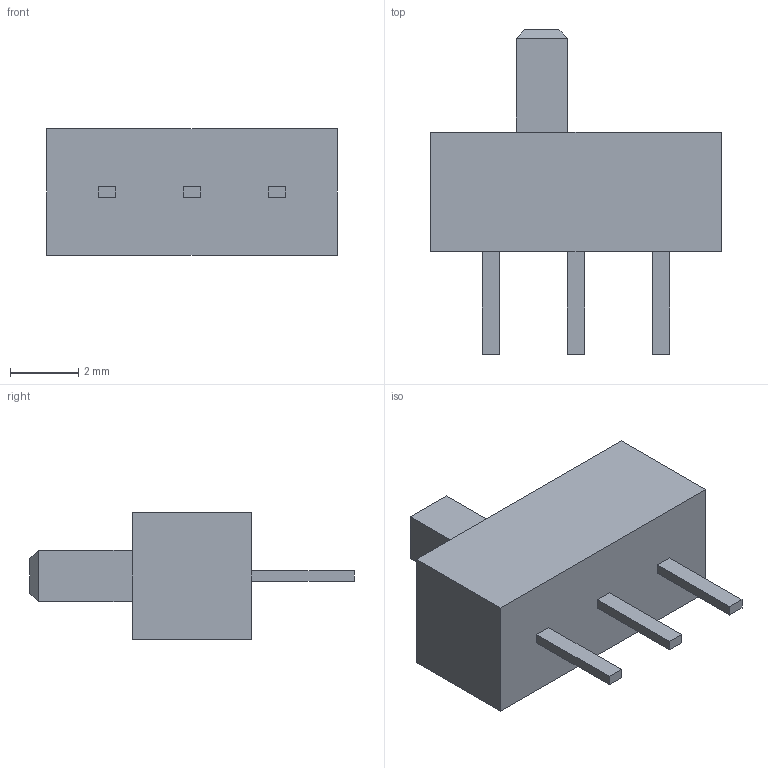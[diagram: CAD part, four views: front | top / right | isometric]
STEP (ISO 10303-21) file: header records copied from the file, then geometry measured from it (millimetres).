
FILE_DESCRIPTION(/* description */ (''),/* implementation_level */ '2;1');
FILE_NAME(/* name */ 'Pololu #1408 Mini Slide Switch.stp',/* time_stamp */ '2013-12-21T00:00:21+10:00',/* author */ ('JustinIndra'),/* organization */ (''),/* preprocessor_version */ 'ST-DEVELOPER v15.2',/* originating_system */ 'Autodesk Inventor 2014',/* authorisation */ '');
FILE_SCHEMA (('AUTOMOTIVE_DESIGN { 1 0 10303 214 3 1 1 }'));
Length unit declared in the file: millimetre
Products named in the file (1): #1020
Bounding box: 8.5 x 9.5 x 3.7 mm (x, y, z)
Volume: 116.3 mm3; surface area: 187.9 mm2
Topology: 1 solids, 1 shells, 35 faces, 80 edges, 52 vertices
Faces by surface type: plane 35
Entity records: 1039 total; most frequent: CARTESIAN_POINT 168, ORIENTED_EDGE 160, DIRECTION 152, LINE 80, VECTOR 80, EDGE_CURVE 80, VERTEX_POINT 52, EDGE_LOOP 40
